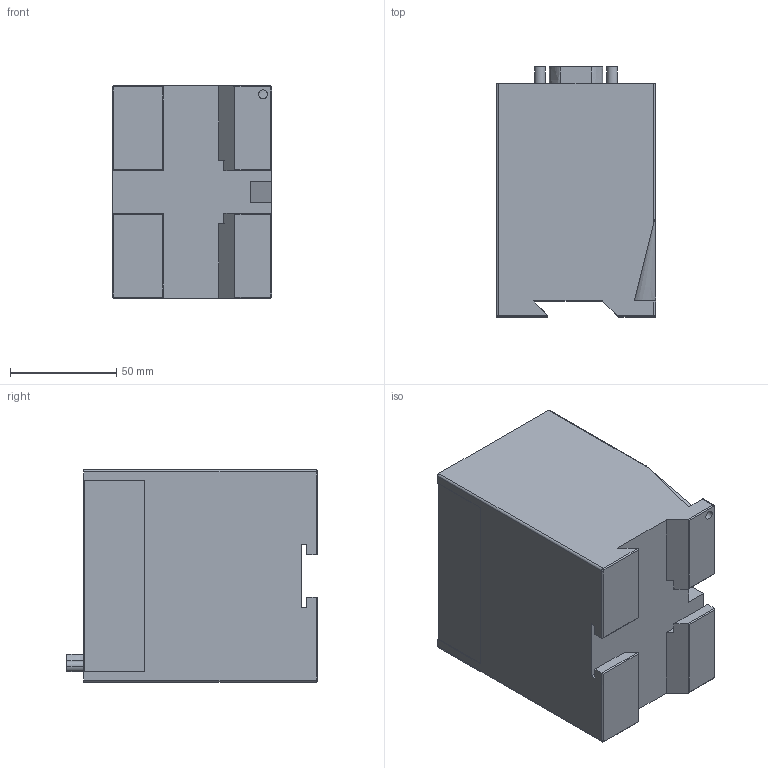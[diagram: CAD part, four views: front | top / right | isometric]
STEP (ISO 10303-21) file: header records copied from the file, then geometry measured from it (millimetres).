
FILE_DESCRIPTION((''),'2;1');
FILE_NAME('K5_D201088A','2005-12-15T',('Pepperl+Fuchs'),('Industriehansa'),'PRO/ENGINEER BY PARAMETRIC TECHNOLOGY CORPORATION, 2005290','PRO/ENGINEER BY PARAMETRIC TECHNOLOGY CORPORATION, 2005290','');
FILE_SCHEMA(('AUTOMOTIVE_DESIGN_CC2 { 1 2 10303 214 -1 1 5 2 }'));
Length unit declared in the file: millimetre
Products named in the file (1): K5_D201088A
Bounding box: 75 x 118 x 100 mm (x, y, z)
Volume: 788716.8 mm3; surface area: 56520 mm2
Topology: 1 solids, 1 shells, 81 faces, 216 edges, 140 vertices
Faces by surface type: plane 47, cylinder 27, torus 2, bspline 2, extrusion 2, cone 1
Entity records: 3629 total; most frequent: CARTESIAN_POINT 619, ORIENTED_EDGE 432, DIRECTION 389, PRESENTATION_STYLE_ASSIGNMENT 242, STYLED_ITEM 219, CURVE_STYLE 218, EDGE_CURVE 216, VECTOR 159
